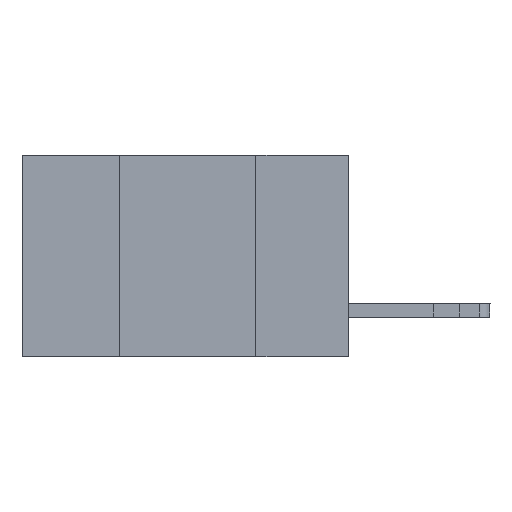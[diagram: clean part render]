
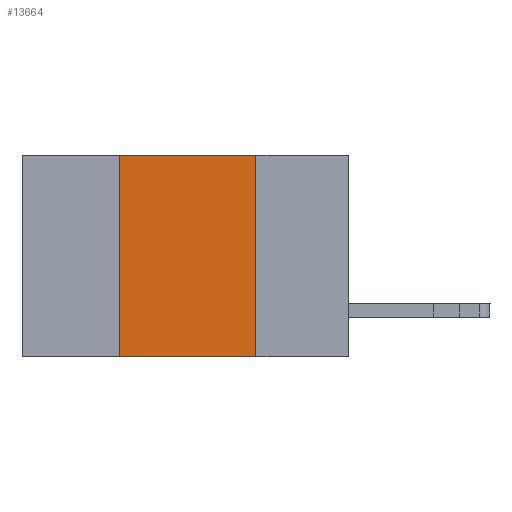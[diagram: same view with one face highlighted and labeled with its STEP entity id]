
A CAD part, left-side view. The second image highlights one B-rep face of the part: STEP entity #13664.
In plain terms, the highlighted planar face has unit normal (-1, 0, 0).
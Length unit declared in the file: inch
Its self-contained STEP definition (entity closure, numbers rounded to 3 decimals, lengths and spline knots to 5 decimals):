
#210 = DIRECTION ( 'NONE',  ( 0., 0., -1. ) ) ;
#291 = VERTEX_POINT ( 'NONE', #1263 ) ;
#686 = CARTESIAN_POINT ( 'NONE',  ( 0., 0.6, 0. ) ) ;
#747 = CARTESIAN_POINT ( 'NONE',  ( 0., 0.42, -0.37 ) ) ;
#935 = DIRECTION ( 'NONE',  ( 0., -1., 0. ) ) ;
#1263 = CARTESIAN_POINT ( 'NONE',  ( 0., 0.17, 0. ) ) ;
#1362 = AXIS2_PLACEMENT_3D ( 'NONE', #7461, #13451, #15251 ) ;
#1534 = LINE ( 'NONE', #11544, #13379 ) ;
#1786 = CARTESIAN_POINT ( 'NONE',  ( 0., 0.17, -0.37 ) ) ;
#2049 = EDGE_CURVE ( 'NONE', #8583, #291, #7238, .T. ) ;
#2342 = DIRECTION ( 'NONE',  ( 0., 0., 1. ) ) ;
#2865 = ORIENTED_EDGE ( 'NONE', *, *, #2049, .F. ) ;
#4878 = EDGE_CURVE ( 'NONE', #291, #13478, #1534, .T. ) ;
#5620 = VECTOR ( 'NONE', #2342, 39.37008 ) ;
#5802 = FACE_OUTER_BOUND ( 'NONE', #13887, .T. ) ;
#6370 = LINE ( 'NONE', #8973, #13703 ) ;
#6697 = EDGE_CURVE ( 'NONE', #6953, #13478, #6370, .T. ) ;
#6953 = VERTEX_POINT ( 'NONE', #747 ) ;
#7238 = LINE ( 'NONE', #686, #10799 ) ;
#7461 = CARTESIAN_POINT ( 'NONE',  ( 0., 0.6, 0. ) ) ;
#7912 = ORIENTED_EDGE ( 'NONE', *, *, #15419, .F. ) ;
#8583 = VERTEX_POINT ( 'NONE', #13011 ) ;
#8640 = CARTESIAN_POINT ( 'NONE',  ( 0., 0.42, -0.37 ) ) ;
#8973 = CARTESIAN_POINT ( 'NONE',  ( 0., 0.6, -0.37 ) ) ;
#10799 = VECTOR ( 'NONE', #935, 39.37008 ) ;
#11184 = ORIENTED_EDGE ( 'NONE', *, *, #6697, .T. ) ;
#11406 = ORIENTED_EDGE ( 'NONE', *, *, #4878, .F. ) ;
#11544 = CARTESIAN_POINT ( 'NONE',  ( 0., 0.17, -0.37 ) ) ;
#12565 = PLANE ( 'NONE',  #1362 ) ;
#12751 = DIRECTION ( 'NONE',  ( 0., -1., 0. ) ) ;
#13011 = CARTESIAN_POINT ( 'NONE',  ( 0., 0.42, 0. ) ) ;
#13379 = VECTOR ( 'NONE', #210, 39.37008 ) ;
#13451 = DIRECTION ( 'NONE',  ( 1., 0., 0. ) ) ;
#13478 = VERTEX_POINT ( 'NONE', #1786 ) ;
#13664 = ADVANCED_FACE ( 'NONE', ( #5802 ), #12565, .F. ) ;
#13703 = VECTOR ( 'NONE', #12751, 39.37008 ) ;
#13887 = EDGE_LOOP ( 'NONE', ( #11406, #2865, #7912, #11184 ) ) ;
#15251 = DIRECTION ( 'NONE',  ( 0., 0., -1. ) ) ;
#15419 = EDGE_CURVE ( 'NONE', #6953, #8583, #16230, .T. ) ;
#16230 = LINE ( 'NONE', #8640, #5620 ) ;
